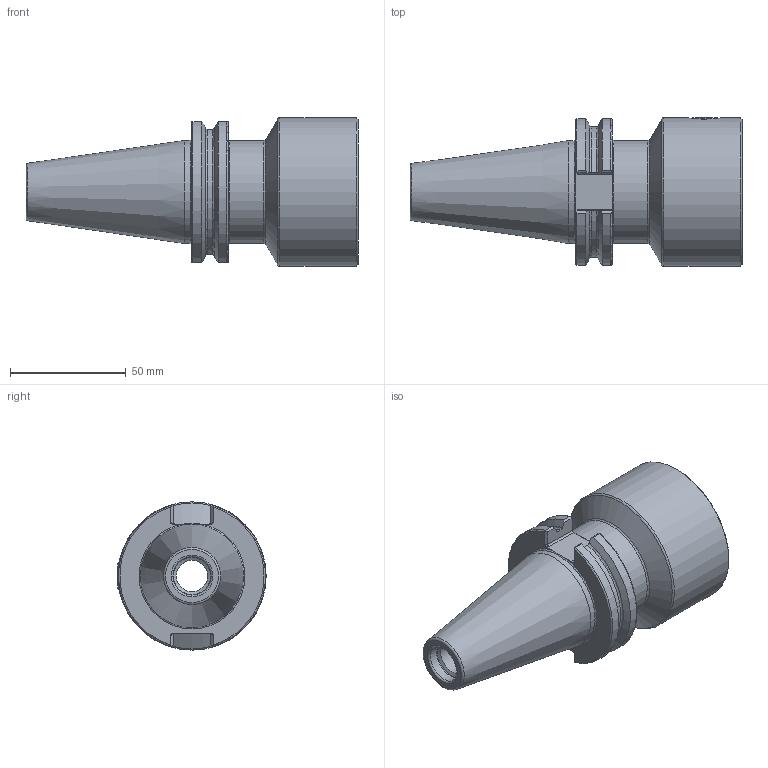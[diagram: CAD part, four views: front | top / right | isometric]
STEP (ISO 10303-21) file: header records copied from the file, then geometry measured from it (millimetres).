
FILE_DESCRIPTION (( 'STEP AP214' ), '1' );
FILE_NAME ('CT4.ST6.K01.075.STEP', '2020-04-15T12:36:39', ( '' ), ( '' ), 'SwSTEP 2.0', 'SolidWorks 2017', '' );
FILE_SCHEMA (( 'AUTOMOTIVE_DESIGN' ));
Length unit declared in the file: millimetre
Products named in the file (5): ST6-ER1.001.018_A; DIN 3771 - 33x2; CT4.ST6.K01.075; ST6-ER4.001.020_A; CT4-ST6.K01.075_B
Assembly tree (4 placements, depth 2):
  CT4.ST6.K01.075
    CT4-ST6.K01.075_B
    ST6-ER1.001.018_A
    DIN 3771 - 33x2
    ST6-ER4.001.020_A
Bounding box: 143.25 x 64 x 64 mm (x, y, z)
Volume: 192807.8 mm3; surface area: 45907.1 mm2
Topology: 4 solids, 4 shells, 140 faces, 359 edges, 225 vertices
Faces by surface type: plane 60, cylinder 33, torus 24, cone 21, bspline 2
Full cylindrical faces by diameter (mm): 6 x1, 9.5 x1, 11 x1, 12 x1, 13.5 x1, 16.43 x1, 18.5 x1, 27 x1, 28 x1, 30 x1, 33.5 x1, 34 x1, 36 x1, 37 x1, 44.45 x2, 64 x1
Entity records: 4657 total; most frequent: CARTESIAN_POINT 1399, DIRECTION 614, ORIENTED_EDGE 582, EDGE_CURVE 291, AXIS2_PLACEMENT_3D 246, VERTEX_POINT 207, EDGE_LOOP 194, FACE_OUTER_BOUND 169
